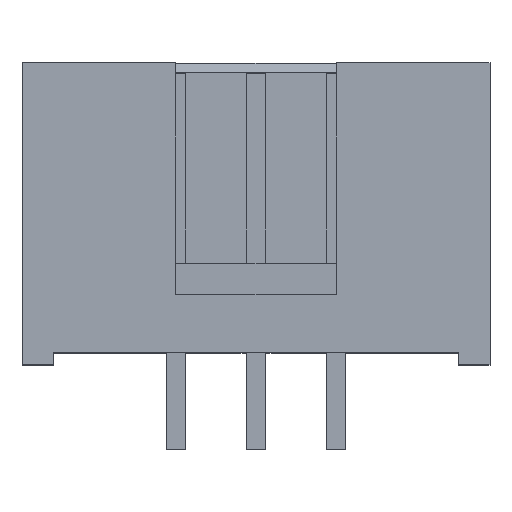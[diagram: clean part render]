
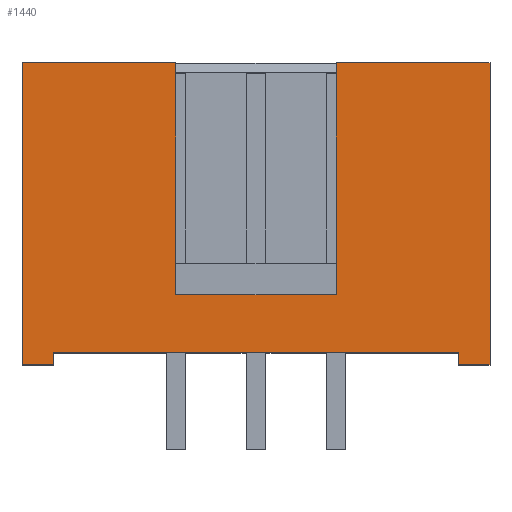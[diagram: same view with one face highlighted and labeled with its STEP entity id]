
A CAD part, top view. The second image highlights one B-rep face of the part: STEP entity #1440.
In plain terms, the highlighted planar face has unit normal (0, 0, 1).
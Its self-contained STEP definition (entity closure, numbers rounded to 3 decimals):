
#55=FACE_OUTER_BOUND('',#136,.T.);
#136=EDGE_LOOP('',(#1071,#1072,#1073,#1074,#1075,#1076,#1077,#1078,#1079,
#1080,#1081,#1082));
#212=LINE('',#2002,#413);
#260=LINE('',#2095,#461);
#264=LINE('',#2103,#465);
#267=LINE('',#2109,#468);
#279=LINE('',#2134,#480);
#280=LINE('',#2137,#481);
#281=LINE('',#2139,#482);
#282=LINE('',#2141,#483);
#283=LINE('',#2143,#484);
#284=LINE('',#2145,#485);
#285=LINE('',#2146,#486);
#286=LINE('',#2147,#487);
#413=VECTOR('',#1619,10.);
#461=VECTOR('',#1697,10.);
#465=VECTOR('',#1705,10.);
#468=VECTOR('',#1710,10.);
#480=VECTOR('',#1728,10.);
#481=VECTOR('',#1731,10.);
#482=VECTOR('',#1732,10.);
#483=VECTOR('',#1733,10.);
#484=VECTOR('',#1734,10.);
#485=VECTOR('',#1735,10.);
#486=VECTOR('',#1736,10.);
#487=VECTOR('',#1737,10.);
#612=VERTEX_POINT('',#1999);
#613=VERTEX_POINT('',#2001);
#643=VERTEX_POINT('',#2093);
#645=VERTEX_POINT('',#2101);
#647=VERTEX_POINT('',#2107);
#656=VERTEX_POINT('',#2130);
#657=VERTEX_POINT('',#2132);
#658=VERTEX_POINT('',#2136);
#659=VERTEX_POINT('',#2138);
#660=VERTEX_POINT('',#2140);
#661=VERTEX_POINT('',#2142);
#662=VERTEX_POINT('',#2144);
#747=EDGE_CURVE('',#613,#612,#212,.T.);
#795=EDGE_CURVE('',#643,#612,#260,.T.);
#799=EDGE_CURVE('',#645,#643,#264,.T.);
#802=EDGE_CURVE('',#645,#647,#267,.T.);
#814=EDGE_CURVE('',#656,#657,#279,.T.);
#815=EDGE_CURVE('',#656,#658,#280,.T.);
#816=EDGE_CURVE('',#657,#659,#281,.T.);
#817=EDGE_CURVE('',#659,#660,#282,.T.);
#818=EDGE_CURVE('',#661,#660,#283,.T.);
#819=EDGE_CURVE('',#662,#661,#284,.T.);
#820=EDGE_CURVE('',#613,#662,#285,.T.);
#821=EDGE_CURVE('',#647,#658,#286,.T.);
#1071=ORIENTED_EDGE('',*,*,#815,.F.);
#1072=ORIENTED_EDGE('',*,*,#814,.T.);
#1073=ORIENTED_EDGE('',*,*,#816,.T.);
#1074=ORIENTED_EDGE('',*,*,#817,.T.);
#1075=ORIENTED_EDGE('',*,*,#818,.F.);
#1076=ORIENTED_EDGE('',*,*,#819,.F.);
#1077=ORIENTED_EDGE('',*,*,#820,.F.);
#1078=ORIENTED_EDGE('',*,*,#747,.T.);
#1079=ORIENTED_EDGE('',*,*,#795,.F.);
#1080=ORIENTED_EDGE('',*,*,#799,.F.);
#1081=ORIENTED_EDGE('',*,*,#802,.T.);
#1082=ORIENTED_EDGE('',*,*,#821,.T.);
#1360=PLANE('',#1530);
#1440=ADVANCED_FACE('',(#55),#1360,.T.);
#1530=AXIS2_PLACEMENT_3D('',#2135,#1729,#1730);
#1619=DIRECTION('',(1.,0.,0.));
#1697=DIRECTION('',(0.,1.,0.));
#1705=DIRECTION('',(-1.,0.,0.));
#1710=DIRECTION('',(0.,1.,0.));
#1728=DIRECTION('',(-1.,0.,0.));
#1729=DIRECTION('center_axis',(0.,0.,1.));
#1730=DIRECTION('ref_axis',(1.,0.,0.));
#1731=DIRECTION('',(0.,1.,0.));
#1732=DIRECTION('',(0.,1.,0.));
#1733=DIRECTION('',(-1.,0.,0.));
#1734=DIRECTION('',(0.,1.,0.));
#1735=DIRECTION('',(-1.,0.,0.));
#1736=DIRECTION('',(0.,-1.,0.));
#1737=DIRECTION('',(-1.,0.,0.));
#1999=CARTESIAN_POINT('',(6.425,0.,4.6));
#2001=CARTESIAN_POINT('',(-6.425,0.,4.6));
#2002=CARTESIAN_POINT('',(-7.415,0.,4.6));
#2093=CARTESIAN_POINT('',(6.425,-0.38,4.6));
#2095=CARTESIAN_POINT('',(6.425,-0.095,4.6));
#2101=CARTESIAN_POINT('',(7.415,-0.38,4.6));
#2103=CARTESIAN_POINT('',(3.213,-0.38,4.6));
#2107=CARTESIAN_POINT('',(7.415,9.19,4.6));
#2109=CARTESIAN_POINT('',(7.415,0.,4.6));
#2130=CARTESIAN_POINT('',(2.54,1.84,4.6));
#2132=CARTESIAN_POINT('',(-2.54,1.84,4.6));
#2134=CARTESIAN_POINT('',(1.27,1.84,4.6));
#2135=CARTESIAN_POINT('Origin',(2.54,0.,4.6));
#2136=CARTESIAN_POINT('',(2.54,9.19,4.6));
#2137=CARTESIAN_POINT('',(2.54,0.,4.6));
#2138=CARTESIAN_POINT('',(-2.54,9.19,4.6));
#2139=CARTESIAN_POINT('',(-2.54,0.,4.6));
#2140=CARTESIAN_POINT('',(-7.415,9.19,4.6));
#2141=CARTESIAN_POINT('',(-3.708,9.19,4.6));
#2142=CARTESIAN_POINT('',(-7.415,-0.38,4.6));
#2143=CARTESIAN_POINT('',(-7.415,0.,4.6));
#2144=CARTESIAN_POINT('',(-6.425,-0.38,4.6));
#2145=CARTESIAN_POINT('',(-3.708,-0.38,4.6));
#2146=CARTESIAN_POINT('',(-6.425,-0.285,4.6));
#2147=CARTESIAN_POINT('',(1.27,9.19,4.6));
